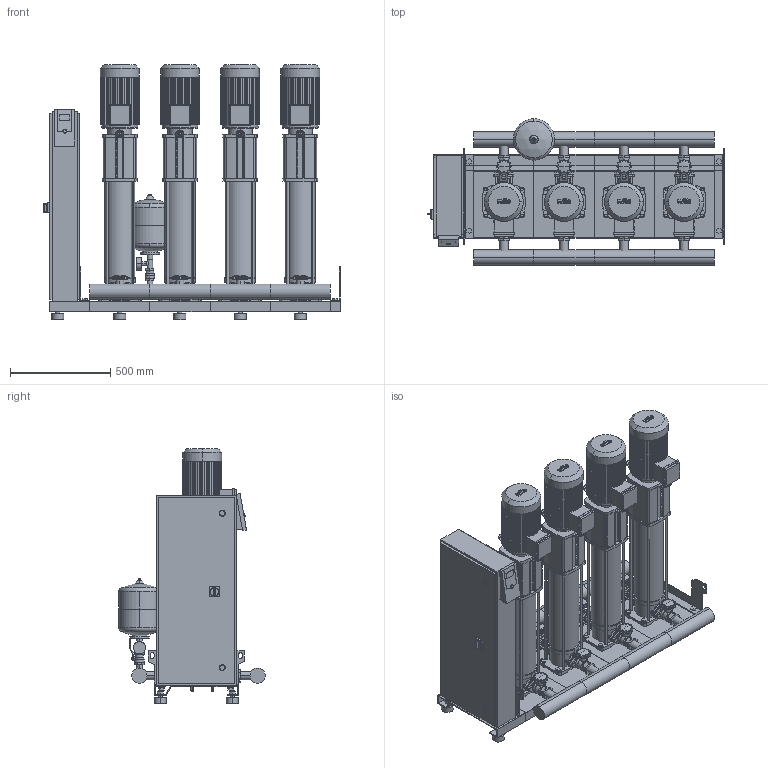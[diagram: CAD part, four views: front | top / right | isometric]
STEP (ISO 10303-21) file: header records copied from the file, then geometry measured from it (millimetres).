
FILE_DESCRIPTION((''),'2;1');
FILE_NAME('3d_SiBoostSmart4HELIXV614-2536030.stp','2016-01-25T10:47:25',(''),(''),'Mechanical Desktop 2009','Mechanical Desktop 2009',', , ');
FILE_SCHEMA(('CONFIG_CONTROL_DESIGN'));
Length unit declared in the file: millimetre
Products named in the file (1): Product
Bounding box: 1480 x 730.05 x 1274.2 mm (x, y, z)
Volume: 178764447.3 mm3; surface area: 12416244.2 mm2
Topology: 177 solids, 177 shells, 6292 faces, 16526 edges, 10884 vertices
Faces by surface type: plane 2911, bspline 1745, cylinder 1394, cone 202, torus 34, sphere 6
Entity records: 203742 total; most frequent: CARTESIAN_POINT 49168, ORIENTED_EDGE 33012, DIRECTION 29306, EDGE_CURVE 16506, VECTOR 11578, LINE 11578, VERTEX_POINT 10880, AXIS2_PLACEMENT_3D 8864
